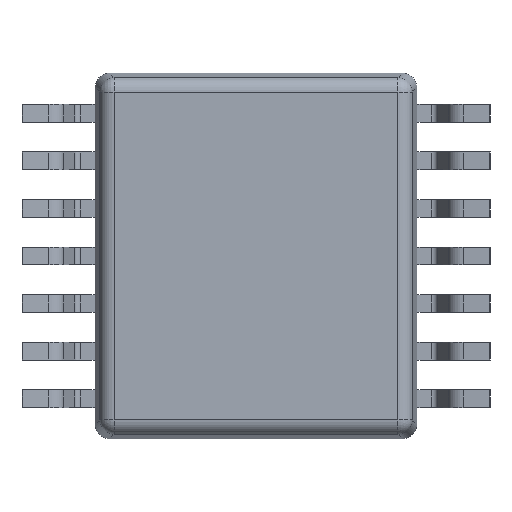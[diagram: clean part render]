
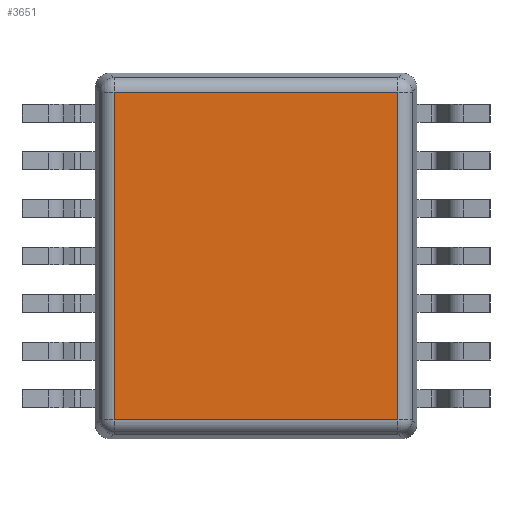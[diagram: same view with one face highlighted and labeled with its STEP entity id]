
A CAD part, front view. The second image highlights one B-rep face of the part: STEP entity #3651.
In plain terms, the highlighted planar face has unit normal (0, -1, 0).
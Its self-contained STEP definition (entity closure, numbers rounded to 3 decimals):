
#76 = DIRECTION ( 'NONE',  ( 1., 0., 0. ) ) ;
#284 = VERTEX_POINT ( 'NONE', #2676 ) ;
#443 = DIRECTION ( 'NONE',  ( 0., 0., -1. ) ) ;
#559 = AXIS2_PLACEMENT_3D ( 'NONE', #6299, #6256, #443 ) ;
#659 = VECTOR ( 'NONE', #76, 1000. ) ;
#996 = CARTESIAN_POINT ( 'NONE',  ( -1.942, 0.15, 2.242 ) ) ;
#1054 = VECTOR ( 'NONE', #6362, 1000. ) ;
#1148 = LINE ( 'NONE', #6431, #659 ) ;
#1205 = EDGE_CURVE ( 'NONE', #3557, #1866, #1315, .T. ) ;
#1315 = LINE ( 'NONE', #1848, #7408 ) ;
#1848 = CARTESIAN_POINT ( 'NONE',  ( -1.908, 0.15, 2.242 ) ) ;
#1866 = VERTEX_POINT ( 'NONE', #996 ) ;
#2325 = CARTESIAN_POINT ( 'NONE',  ( 1.942, 0.15, 2.208 ) ) ;
#2607 = LINE ( 'NONE', #4929, #4473 ) ;
#2676 = CARTESIAN_POINT ( 'NONE',  ( -1.942, 0.15, -2.242 ) ) ;
#2729 = EDGE_CURVE ( 'NONE', #284, #5301, #1148, .T. ) ;
#2878 = FACE_OUTER_BOUND ( 'NONE', #3109, .T. ) ;
#2941 = LINE ( 'NONE', #2325, #1054 ) ;
#3109 = EDGE_LOOP ( 'NONE', ( #3800, #6537, #4831, #5953 ) ) ;
#3557 = VERTEX_POINT ( 'NONE', #5223 ) ;
#3634 = DIRECTION ( 'NONE',  ( -1., 0., 0. ) ) ;
#3651 = ADVANCED_FACE ( 'NONE', ( #2878 ), #5641, .T. ) ;
#3800 = ORIENTED_EDGE ( 'NONE', *, *, #1205, .T. ) ;
#4473 = VECTOR ( 'NONE', #6075, 1000. ) ;
#4813 = CARTESIAN_POINT ( 'NONE',  ( 1.942, 0.15, -2.242 ) ) ;
#4831 = ORIENTED_EDGE ( 'NONE', *, *, #2729, .T. ) ;
#4929 = CARTESIAN_POINT ( 'NONE',  ( -1.942, 0.15, -2.208 ) ) ;
#5223 = CARTESIAN_POINT ( 'NONE',  ( 1.942, 0.15, 2.242 ) ) ;
#5301 = VERTEX_POINT ( 'NONE', #4813 ) ;
#5641 = PLANE ( 'NONE',  #559 ) ;
#5953 = ORIENTED_EDGE ( 'NONE', *, *, #6120, .T. ) ;
#6075 = DIRECTION ( 'NONE',  ( 0., 0., -1. ) ) ;
#6120 = EDGE_CURVE ( 'NONE', #5301, #3557, #2941, .T. ) ;
#6256 = DIRECTION ( 'NONE',  ( 0., -1., 0. ) ) ;
#6299 = CARTESIAN_POINT ( 'NONE',  ( 0., 0.15, 0. ) ) ;
#6362 = DIRECTION ( 'NONE',  ( 0., 0., 1. ) ) ;
#6431 = CARTESIAN_POINT ( 'NONE',  ( 1.908, 0.15, -2.242 ) ) ;
#6537 = ORIENTED_EDGE ( 'NONE', *, *, #7143, .T. ) ;
#7143 = EDGE_CURVE ( 'NONE', #1866, #284, #2607, .T. ) ;
#7408 = VECTOR ( 'NONE', #3634, 1000. ) ;
